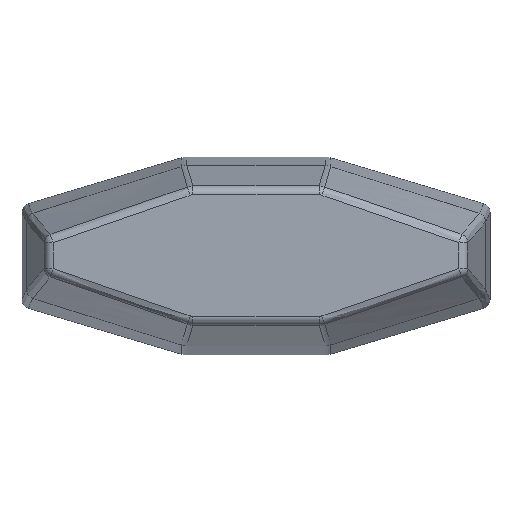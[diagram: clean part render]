
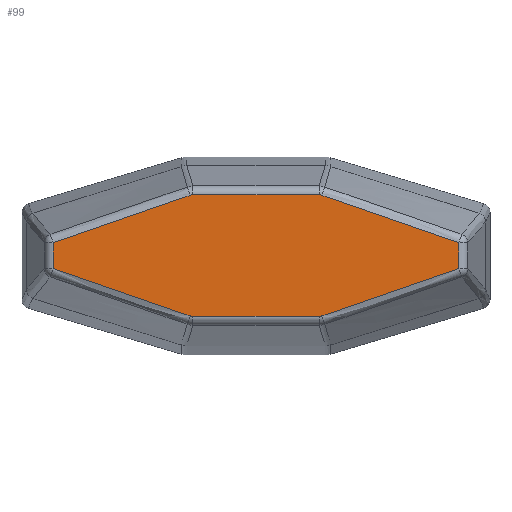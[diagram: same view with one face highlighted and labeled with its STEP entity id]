
A CAD part, top view. The second image highlights one B-rep face of the part: STEP entity #99.
In plain terms, the highlighted planar face has unit normal (0, 0, 1).
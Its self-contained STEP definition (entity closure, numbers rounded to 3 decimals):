
#99 = ADVANCED_FACE( '', ( #241 ), #242, .T. );
#241 = FACE_OUTER_BOUND( '', #526, .T. );
#242 = PLANE( '', #527 );
#526 = EDGE_LOOP( '', ( #1256, #1257, #1258, #1259, #1260, #1261, #1262, #1263, #1264, #1265, #1266, #1267 ) );
#527 = AXIS2_PLACEMENT_3D( '', #1268, #1269, #1270 );
#1256 = ORIENTED_EDGE( '', *, *, #1636, .F. );
#1257 = ORIENTED_EDGE( '', *, *, #1637, .T. );
#1258 = ORIENTED_EDGE( '', *, *, #1638, .T. );
#1259 = ORIENTED_EDGE( '', *, *, #1639, .T. );
#1260 = ORIENTED_EDGE( '', *, *, #1640, .F. );
#1261 = ORIENTED_EDGE( '', *, *, #1641, .T. );
#1262 = ORIENTED_EDGE( '', *, *, #1642, .F. );
#1263 = ORIENTED_EDGE( '', *, *, #1624, .T. );
#1264 = ORIENTED_EDGE( '', *, *, #1643, .T. );
#1265 = ORIENTED_EDGE( '', *, *, #1630, .T. );
#1266 = ORIENTED_EDGE( '', *, *, #1644, .F. );
#1267 = ORIENTED_EDGE( '', *, *, #1645, .T. );
#1268 = CARTESIAN_POINT( '', ( 0., 0., 11.5 ) );
#1269 = DIRECTION( '', ( 0., 0., 1. ) );
#1270 = DIRECTION( '', ( 1., 0., 0. ) );
#1624 = EDGE_CURVE( '', #1831, #1832, #1833, .T. );
#1630 = EDGE_CURVE( '', #1842, #1840, #1843, .T. );
#1636 = EDGE_CURVE( '', #1851, #1852, #1853, .T. );
#1637 = EDGE_CURVE( '', #1851, #1854, #1855, .T. );
#1638 = EDGE_CURVE( '', #1854, #1856, #1857, .T. );
#1639 = EDGE_CURVE( '', #1856, #1858, #1859, .T. );
#1640 = EDGE_CURVE( '', #1860, #1858, #1861, .T. );
#1641 = EDGE_CURVE( '', #1860, #1862, #1863, .T. );
#1642 = EDGE_CURVE( '', #1831, #1862, #1864, .T. );
#1643 = EDGE_CURVE( '', #1832, #1842, #1865, .T. );
#1644 = EDGE_CURVE( '', #1866, #1840, #1867, .T. );
#1645 = EDGE_CURVE( '', #1866, #1852, #1868, .T. );
#1831 = VERTEX_POINT( '', #2206 );
#1832 = VERTEX_POINT( '', #2207 );
#1833 = B_SPLINE_CURVE_WITH_KNOTS( '', 3, ( #2208, #2209, #2210, #2211 ), .UNSPECIFIED., .F., .F., ( 4, 4 ), ( 0., 0.008 ), .UNSPECIFIED. );
#1840 = VERTEX_POINT( '', #2221 );
#1842 = VERTEX_POINT( '', #2223 );
#1843 = B_SPLINE_CURVE_WITH_KNOTS( '', 3, ( #2224, #2225, #2226, #2227 ), .UNSPECIFIED., .F., .F., ( 4, 4 ), ( 0., 0.008 ), .UNSPECIFIED. );
#1851 = VERTEX_POINT( '', #2235 );
#1852 = VERTEX_POINT( '', #2236 );
#1853 = B_SPLINE_CURVE_WITH_KNOTS( '', 3, ( #2237, #2238, #2239, #2240, #2241, #2242, #2243, #2244 ), .UNSPECIFIED., .F., .F., ( 4, 2, 2, 4 ), ( 0., 0., 0., 0. ), .UNSPECIFIED. );
#1854 = VERTEX_POINT( '', #2245 );
#1855 = B_SPLINE_CURVE_WITH_KNOTS( '', 3, ( #2246, #2247, #2248, #2249 ), .UNSPECIFIED., .F., .F., ( 4, 4 ), ( 0., 0.008 ), .UNSPECIFIED. );
#1856 = VERTEX_POINT( '', #2250 );
#1857 = LINE( '', #2251, #2252 );
#1858 = VERTEX_POINT( '', #2253 );
#1859 = B_SPLINE_CURVE_WITH_KNOTS( '', 3, ( #2254, #2255, #2256, #2257 ), .UNSPECIFIED., .F., .F., ( 4, 4 ), ( 0., 0.008 ), .UNSPECIFIED. );
#1860 = VERTEX_POINT( '', #2258 );
#1861 = B_SPLINE_CURVE_WITH_KNOTS( '', 3, ( #2259, #2260, #2261, #2262, #2263, #2264, #2265, #2266 ), .UNSPECIFIED., .F., .F., ( 4, 2, 2, 4 ), ( 0., 0., 0., 0. ), .UNSPECIFIED. );
#1862 = VERTEX_POINT( '', #2267 );
#1863 = LINE( '', #2268, #2269 );
#1864 = B_SPLINE_CURVE_WITH_KNOTS( '', 3, ( #2270, #2271, #2272, #2273, #2274, #2275, #2276, #2277 ), .UNSPECIFIED., .F., .F., ( 4, 2, 2, 4 ), ( 0., 0., 0., 0. ), .UNSPECIFIED. );
#1865 = LINE( '', #2278, #2279 );
#1866 = VERTEX_POINT( '', #2280 );
#1867 = B_SPLINE_CURVE_WITH_KNOTS( '', 3, ( #2281, #2282, #2283, #2284, #2285, #2286, #2287, #2288, #2289, #2290 ), .UNSPECIFIED., .F., .F., ( 4, 2, 2, 2, 4 ), ( 0., 0., 0., 0., 0. ), .UNSPECIFIED. );
#1868 = LINE( '', #2291, #2292 );
#2206 = CARTESIAN_POINT( '', ( 3.666, -3.349, 11.5 ) );
#2207 = CARTESIAN_POINT( '', ( 11.268, -0.721, 11.5 ) );
#2208 = CARTESIAN_POINT( '', ( 3.666, -3.349, 11.5 ) );
#2209 = CARTESIAN_POINT( '', ( 6.2, -2.473, 11.5 ) );
#2210 = CARTESIAN_POINT( '', ( 8.734, -1.597, 11.5 ) );
#2211 = CARTESIAN_POINT( '', ( 11.268, -0.721, 11.5 ) );
#2221 = CARTESIAN_POINT( '', ( 3.666, 3.349, 11.5 ) );
#2223 = CARTESIAN_POINT( '', ( 11.268, 0.721, 11.5 ) );
#2224 = CARTESIAN_POINT( '', ( 11.268, 0.721, 11.5 ) );
#2225 = CARTESIAN_POINT( '', ( 8.734, 1.597, 11.5 ) );
#2226 = CARTESIAN_POINT( '', ( 6.2, 2.473, 11.5 ) );
#2227 = CARTESIAN_POINT( '', ( 3.666, 3.349, 11.5 ) );
#2235 = CARTESIAN_POINT( '', ( -3.666, 3.349, 11.5 ) );
#2236 = CARTESIAN_POINT( '', ( -3.505, 3.376, 11.5 ) );
#2237 = CARTESIAN_POINT( '', ( -3.666, 3.349, 11.5 ) );
#2238 = CARTESIAN_POINT( '', ( -3.653, 3.354, 11.5 ) );
#2239 = CARTESIAN_POINT( '', ( -3.64, 3.358, 11.5 ) );
#2240 = CARTESIAN_POINT( '', ( -3.613, 3.365, 11.5 ) );
#2241 = CARTESIAN_POINT( '', ( -3.6, 3.367, 11.5 ) );
#2242 = CARTESIAN_POINT( '', ( -3.559, 3.374, 11.5 ) );
#2243 = CARTESIAN_POINT( '', ( -3.532, 3.376, 11.5 ) );
#2244 = CARTESIAN_POINT( '', ( -3.505, 3.376, 11.5 ) );
#2245 = CARTESIAN_POINT( '', ( -11.268, 0.721, 11.5 ) );
#2246 = CARTESIAN_POINT( '', ( -3.666, 3.349, 11.5 ) );
#2247 = CARTESIAN_POINT( '', ( -6.2, 2.473, 11.5 ) );
#2248 = CARTESIAN_POINT( '', ( -8.734, 1.597, 11.5 ) );
#2249 = CARTESIAN_POINT( '', ( -11.268, 0.721, 11.5 ) );
#2250 = CARTESIAN_POINT( '', ( -11.268, -0.721, 11.5 ) );
#2251 = CARTESIAN_POINT( '', ( -11.268, 0., 11.5 ) );
#2252 = VECTOR( '', #3042, 1000. );
#2253 = CARTESIAN_POINT( '', ( -3.666, -3.349, 11.5 ) );
#2254 = CARTESIAN_POINT( '', ( -11.268, -0.721, 11.5 ) );
#2255 = CARTESIAN_POINT( '', ( -8.734, -1.597, 11.5 ) );
#2256 = CARTESIAN_POINT( '', ( -6.2, -2.473, 11.5 ) );
#2257 = CARTESIAN_POINT( '', ( -3.666, -3.349, 11.5 ) );
#2258 = CARTESIAN_POINT( '', ( -3.505, -3.376, 11.5 ) );
#2259 = CARTESIAN_POINT( '', ( -3.505, -3.376, 11.5 ) );
#2260 = CARTESIAN_POINT( '', ( -3.518, -3.376, 11.5 ) );
#2261 = CARTESIAN_POINT( '', ( -3.532, -3.376, 11.5 ) );
#2262 = CARTESIAN_POINT( '', ( -3.559, -3.374, 11.5 ) );
#2263 = CARTESIAN_POINT( '', ( -3.573, -3.372, 11.5 ) );
#2264 = CARTESIAN_POINT( '', ( -3.613, -3.365, 11.5 ) );
#2265 = CARTESIAN_POINT( '', ( -3.64, -3.358, 11.5 ) );
#2266 = CARTESIAN_POINT( '', ( -3.666, -3.349, 11.5 ) );
#2267 = CARTESIAN_POINT( '', ( 3.505, -3.376, 11.5 ) );
#2268 = CARTESIAN_POINT( '', ( 0., -3.376, 11.5 ) );
#2269 = VECTOR( '', #3043, 1000. );
#2270 = CARTESIAN_POINT( '', ( 3.666, -3.349, 11.5 ) );
#2271 = CARTESIAN_POINT( '', ( 3.653, -3.354, 11.5 ) );
#2272 = CARTESIAN_POINT( '', ( 3.64, -3.358, 11.5 ) );
#2273 = CARTESIAN_POINT( '', ( 3.613, -3.365, 11.5 ) );
#2274 = CARTESIAN_POINT( '', ( 3.6, -3.367, 11.5 ) );
#2275 = CARTESIAN_POINT( '', ( 3.559, -3.374, 11.5 ) );
#2276 = CARTESIAN_POINT( '', ( 3.532, -3.376, 11.5 ) );
#2277 = CARTESIAN_POINT( '', ( 3.505, -3.376, 11.5 ) );
#2278 = CARTESIAN_POINT( '', ( 11.268, 0., 11.5 ) );
#2279 = VECTOR( '', #3044, 1000. );
#2280 = CARTESIAN_POINT( '', ( 3.505, 3.376, 11.5 ) );
#2281 = CARTESIAN_POINT( '', ( 3.505, 3.376, 11.5 ) );
#2282 = CARTESIAN_POINT( '', ( 3.511, 3.376, 11.5 ) );
#2283 = CARTESIAN_POINT( '', ( 3.518, 3.376, 11.5 ) );
#2284 = CARTESIAN_POINT( '', ( 3.532, 3.376, 11.5 ) );
#2285 = CARTESIAN_POINT( '', ( 3.539, 3.375, 11.5 ) );
#2286 = CARTESIAN_POINT( '', ( 3.559, 3.374, 11.5 ) );
#2287 = CARTESIAN_POINT( '', ( 3.573, 3.372, 11.5 ) );
#2288 = CARTESIAN_POINT( '', ( 3.613, 3.365, 11.5 ) );
#2289 = CARTESIAN_POINT( '', ( 3.64, 3.358, 11.5 ) );
#2290 = CARTESIAN_POINT( '', ( 3.666, 3.349, 11.5 ) );
#2291 = CARTESIAN_POINT( '', ( 0., 3.376, 11.5 ) );
#2292 = VECTOR( '', #3045, 1000. );
#3042 = DIRECTION( '', ( 0., -1., 0. ) );
#3043 = DIRECTION( '', ( 1., 0., 0. ) );
#3044 = DIRECTION( '', ( 0., 1., 0. ) );
#3045 = DIRECTION( '', ( -1., 0., 0. ) );
